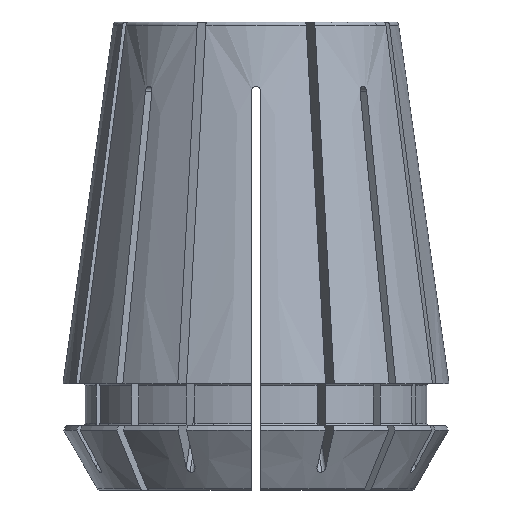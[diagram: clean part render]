
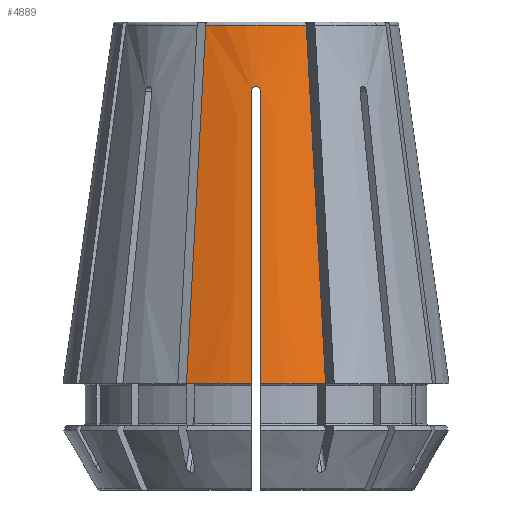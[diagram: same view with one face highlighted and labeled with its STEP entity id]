
A CAD part, front view. The second image highlights one B-rep face of the part: STEP entity #4889.
In plain terms, the highlighted conical face has half-angle 8 degrees and reference radius 16.5 mm.
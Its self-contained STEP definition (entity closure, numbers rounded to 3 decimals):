
#120=CONICAL_SURFACE('',#5337,16.5,0.14);
#332=CIRCLE('',#5338,16.5);
#333=CIRCLE('',#5339,16.5);
#334=CIRCLE('',#5340,12.194);
#520=B_SPLINE_CURVE_WITH_KNOTS('',3,(#6923,#6924,#6925,#6926,#6927),
 .UNSPECIFIED.,.F.,.U.,(4,1,4),(0.,0.001,
0.001),.UNSPECIFIED.);
#560=B_SPLINE_CURVE_WITH_KNOTS('',3,(#7296,#7297,#7298,#7299),
 .UNSPECIFIED.,.F.,.U.,(4,4),(0.,0.031),
 .UNSPECIFIED.);
#562=B_SPLINE_CURVE_WITH_KNOTS('',3,(#7314,#7315,#7316,#7317,#7318,#7319,
#7320),.UNSPECIFIED.,.F.,.U.,(4,3,4),(0.021,0.023,
0.046),.UNSPECIFIED.);
#569=B_SPLINE_CURVE_WITH_KNOTS('',3,(#7384,#7385,#7386,#7387),
 .UNSPECIFIED.,.F.,.U.,(4,4),(0.,0.031),
 .UNSPECIFIED.);
#648=B_SPLINE_CURVE_WITH_KNOTS('',3,(#8462,#8463,#8464,#8465,#8466,#8467,
#8468),.UNSPECIFIED.,.F.,.U.,(4,3,4),(0.021,0.023,
0.046),.UNSPECIFIED.);
#735=VERTEX_POINT('',#6928);
#736=VERTEX_POINT('',#6929);
#853=VERTEX_POINT('',#7295);
#854=VERTEX_POINT('',#7300);
#859=VERTEX_POINT('',#7321);
#880=VERTEX_POINT('',#7383);
#881=VERTEX_POINT('',#7388);
#1170=VERTEX_POINT('',#8461);
#1888=EDGE_CURVE('',#735,#736,#520,.T.);
#2009=EDGE_CURVE('',#853,#854,#560,.T.);
#2015=EDGE_CURVE('',#736,#859,#562,.T.);
#2038=EDGE_CURVE('',#881,#880,#569,.T.);
#2451=EDGE_CURVE('',#853,#1170,#332,.T.);
#2452=EDGE_CURVE('',#735,#1170,#648,.T.);
#2453=EDGE_CURVE('',#859,#881,#333,.T.);
#2454=EDGE_CURVE('',#854,#880,#334,.T.);
#3451=ORIENTED_EDGE('',*,*,#2009,.F.);
#3452=ORIENTED_EDGE('',*,*,#2451,.T.);
#3453=ORIENTED_EDGE('',*,*,#2452,.F.);
#3454=ORIENTED_EDGE('',*,*,#1888,.T.);
#3455=ORIENTED_EDGE('',*,*,#2015,.T.);
#3456=ORIENTED_EDGE('',*,*,#2453,.T.);
#3457=ORIENTED_EDGE('',*,*,#2038,.T.);
#3458=ORIENTED_EDGE('',*,*,#2454,.F.);
#4359=EDGE_LOOP('',(#3451,#3452,#3453,#3454,#3455,#3456,#3457,#3458));
#4624=FACE_BOUND('',#4359,.T.);
#4889=ADVANCED_FACE('',(#4624),#120,.T.);
#5337=AXIS2_PLACEMENT_3D('',#8459,#6387,#6388);
#5338=AXIS2_PLACEMENT_3D('',#8460,#6389,#6390);
#5339=AXIS2_PLACEMENT_3D('',#8469,#6391,#6392);
#5340=AXIS2_PLACEMENT_3D('',#8470,#6393,#6394);
#6387=DIRECTION('',(0.,0.,-1.));
#6388=DIRECTION('',(-16.5,0.,0.));
#6389=DIRECTION('',(0.,0.,1.));
#6390=DIRECTION('',(16.5,0.,0.));
#6391=DIRECTION('',(0.,0.,1.));
#6392=DIRECTION('',(16.5,0.,0.));
#6393=DIRECTION('',(0.,0.,1.));
#6394=DIRECTION('',(12.194,0.,0.));
#6923=CARTESIAN_POINT('',(-0.4,-12.98,34.3));
#6924=CARTESIAN_POINT('',(-0.4,-12.951,34.51));
#6925=CARTESIAN_POINT('',(-0.001,-12.91,34.89));
#6926=CARTESIAN_POINT('',(0.4,-12.951,34.51));
#6927=CARTESIAN_POINT('',(0.4,-12.98,34.3));
#6928=CARTESIAN_POINT('',(-0.4,-12.98,34.3));
#6929=CARTESIAN_POINT('',(0.4,-12.98,34.3));
#7295=CARTESIAN_POINT('',(-5.943,-15.393,9.3));
#7296=CARTESIAN_POINT('',(-5.943,-15.393,9.3));
#7297=CARTESIAN_POINT('',(-5.393,-14.066,19.514));
#7298=CARTESIAN_POINT('',(-4.844,-12.739,29.728));
#7299=CARTESIAN_POINT('',(-4.294,-11.412,39.942));
#7300=CARTESIAN_POINT('',(-4.294,-11.412,39.942));
#7314=CARTESIAN_POINT('',(0.4,-12.98,34.3));
#7315=CARTESIAN_POINT('',(0.4,-13.104,33.421));
#7316=CARTESIAN_POINT('',(0.4,-13.228,32.542));
#7317=CARTESIAN_POINT('',(0.4,-13.351,31.662));
#7318=CARTESIAN_POINT('',(0.4,-14.399,24.208));
#7319=CARTESIAN_POINT('',(0.4,-15.447,16.754));
#7320=CARTESIAN_POINT('',(0.4,-16.495,9.3));
#7321=CARTESIAN_POINT('',(0.4,-16.495,9.3));
#7383=CARTESIAN_POINT('',(4.294,-11.412,39.942));
#7384=CARTESIAN_POINT('',(5.943,-15.393,9.3));
#7385=CARTESIAN_POINT('',(5.393,-14.066,19.514));
#7386=CARTESIAN_POINT('',(4.844,-12.739,29.728));
#7387=CARTESIAN_POINT('',(4.294,-11.412,39.942));
#7388=CARTESIAN_POINT('',(5.943,-15.393,9.3));
#8459=CARTESIAN_POINT('',(0.,0.,9.3));
#8460=CARTESIAN_POINT('',(0.,0.,9.3));
#8461=CARTESIAN_POINT('',(-0.4,-16.495,9.3));
#8462=CARTESIAN_POINT('',(-0.4,-12.98,34.3));
#8463=CARTESIAN_POINT('',(-0.4,-13.104,33.421));
#8464=CARTESIAN_POINT('',(-0.4,-13.228,32.542));
#8465=CARTESIAN_POINT('',(-0.4,-13.351,31.662));
#8466=CARTESIAN_POINT('',(-0.4,-14.399,24.208));
#8467=CARTESIAN_POINT('',(-0.4,-15.447,16.754));
#8468=CARTESIAN_POINT('',(-0.4,-16.495,9.3));
#8469=CARTESIAN_POINT('',(0.,0.,9.3));
#8470=CARTESIAN_POINT('',(0.,0.,39.942));
